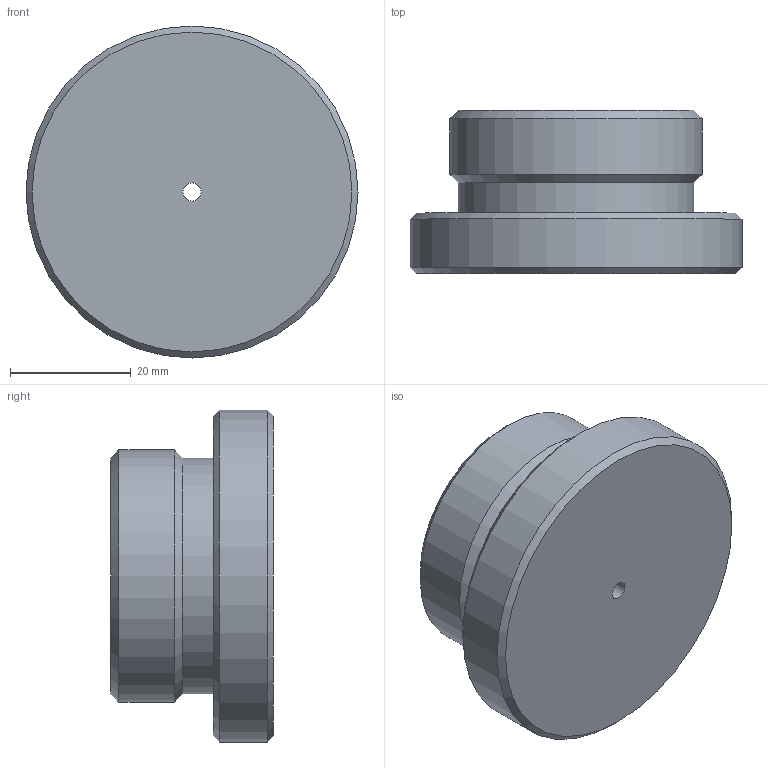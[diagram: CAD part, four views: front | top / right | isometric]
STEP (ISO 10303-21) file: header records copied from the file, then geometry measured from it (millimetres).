
FILE_DESCRIPTION (( 'STEP AP214' ), '1' );
FILE_NAME ('BH19.8550_IC.STEP', '2015-12-21T10:58:48', ( '' ), ( '' ), 'SwSTEP 2.0', 'SolidWorks 2015', '' );
FILE_SCHEMA (( 'AUTOMOTIVE_DESIGN' ));
Length unit declared in the file: millimetre
Products named in the file (1): BH19.8550_IC
Bounding box: 55 x 27 x 55 mm (x, y, z)
Volume: 26202 mm3; surface area: 10929.9 mm2
Topology: 1 solids, 1 shells, 13 faces, 22 edges, 13 vertices
Faces by surface type: cylinder 5, cone 4, plane 4
Full cylindrical faces by diameter (mm): 3 x1, 34 x1, 39 x1, 41.775 x1, 55 x1
Entity records: 302 total; most frequent: DIRECTION 54, CARTESIAN_POINT 40, AXIS2_PLACEMENT_3D 27, EDGE_LOOP 26, ORIENTED_EDGE 26, FACE_OUTER_BOUND 18, ADVANCED_FACE 13, CIRCLE 13
